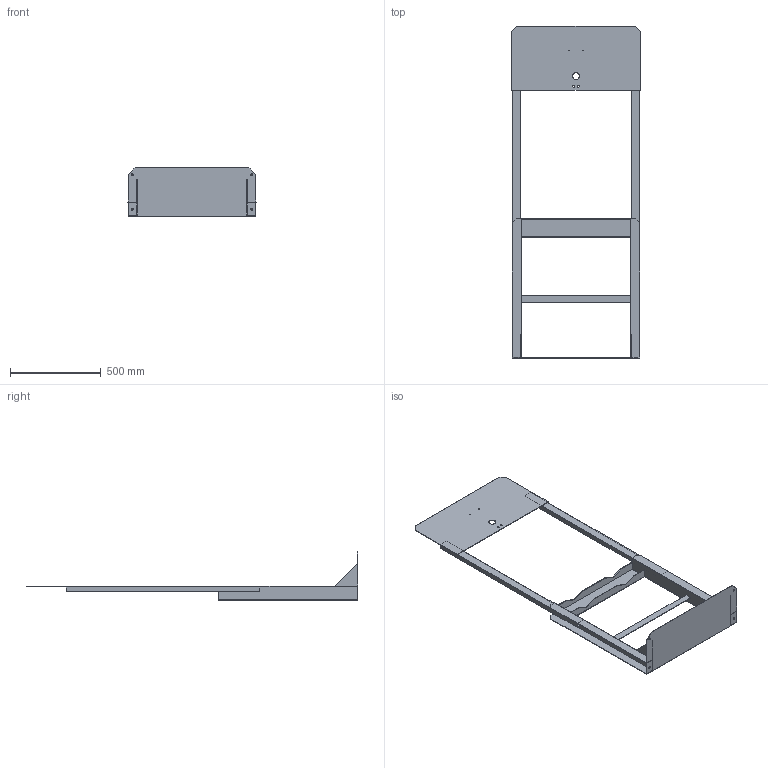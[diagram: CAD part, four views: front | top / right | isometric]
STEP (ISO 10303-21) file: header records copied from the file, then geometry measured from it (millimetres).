
FILE_DESCRIPTION((''),'2;1');
FILE_NAME('MRCK-0120-UN_ASM','2021-07-21T14:12:19',('DLachman'),('MATHESON TRI-GAS'),'CREO PARAMETRIC BY PTC INC, 2018260','CREO PARAMETRIC BY PTC INC, 2018260','');
FILE_SCHEMA(('CONFIG_CONTROL_DESIGN'));
Length unit declared in the file: inch
Products named in the file (8): MRCK-0120-UN-PT1; MRCK-0120-UN-PT2; MRCK-0120-UN-PT3; MRCK-0120-UN-PT4; MRCK-0120-UN-PT5; MRCK-0120-UN-PT6; MRCK-0120-UN-PT7; MRCK-0120-UN_ASM
Assembly tree (10 placements, depth 2):
  MRCK-0120-UN_ASM
    MRCK-0120-UN-PT1
    MRCK-0120-UN-PT2  x2
    MRCK-0120-UN-PT3  x2
    MRCK-0120-UN-PT4
    MRCK-0120-UN-PT5
    MRCK-0120-UN-PT6  x2
    MRCK-0120-UN-PT7
Bounding box: 711.2 x 1831.85 x 266.7 mm (x, y, z)
Volume: 3452450.3 mm3; surface area: 2303046 mm2
Topology: 10 solids, 10 shells, 116 faces, 288 edges, 192 vertices
Faces by surface type: plane 98, cylinder 18
Entity records: 2925 total; most frequent: CARTESIAN_POINT 482, DIRECTION 475, ORIENTED_EDGE 450, EDGE_CURVE 225, VECTOR 189, LINE 189, VERTEX_POINT 150, AXIS2_PLACEMENT_3D 143
